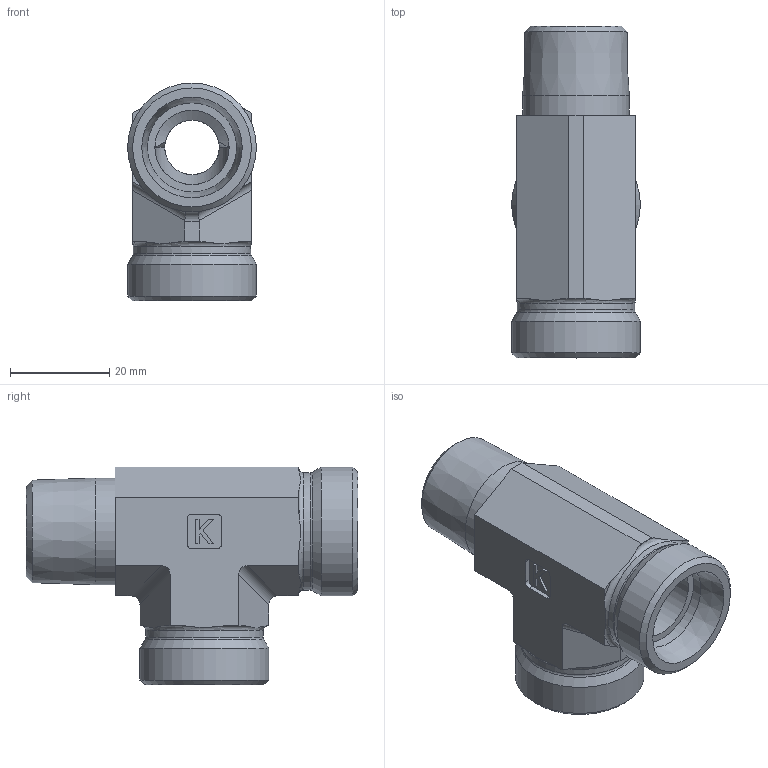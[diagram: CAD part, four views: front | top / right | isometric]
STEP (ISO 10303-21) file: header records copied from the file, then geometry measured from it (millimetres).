
FILE_DESCRIPTION((''),'2;1');
FILE_NAME('2512184826.stp','2014-10-08T11:52:06',(''),('KNOMI spol. s r. o.'),'Autodesk Inventor 2012','Autodesk Inventor 2012','');
FILE_SCHEMA(('AUTOMOTIVE_DESIGN { 1 2 10303 214 0 1 1 1 }'));
Length unit declared in the file: millimetre
Products named in the file (1): TBCR2 18LR R1/2/M26
Bounding box: 26 x 67 x 44 mm (x, y, z)
Volume: 25757.2 mm3; surface area: 11314.7 mm2
Topology: 1 solids, 1 shells, 89 faces, 235 edges, 152 vertices
Faces by surface type: plane 53, cylinder 20, cone 12, torus 4
Full cylindrical faces by diameter (mm): 11 x1, 15 x2, 18 x2, 21.518 x1, 23.7 x2, 26 x2
Entity records: 2700 total; most frequent: CARTESIAN_POINT 581, DIRECTION 434, ORIENTED_EDGE 408, EDGE_CURVE 204, AXIS2_PLACEMENT_3D 157, VERTEX_POINT 144, EDGE_LOOP 120, VECTOR 120
